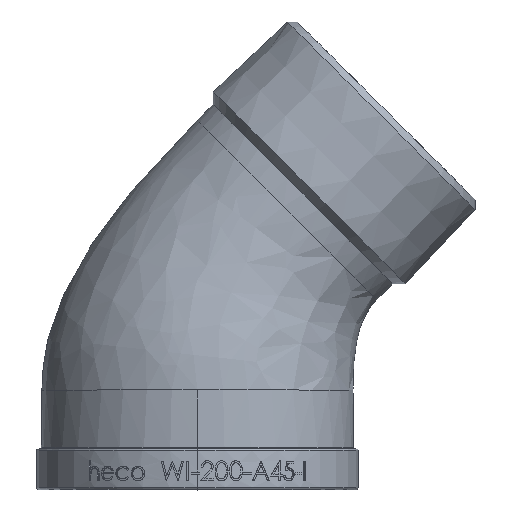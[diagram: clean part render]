
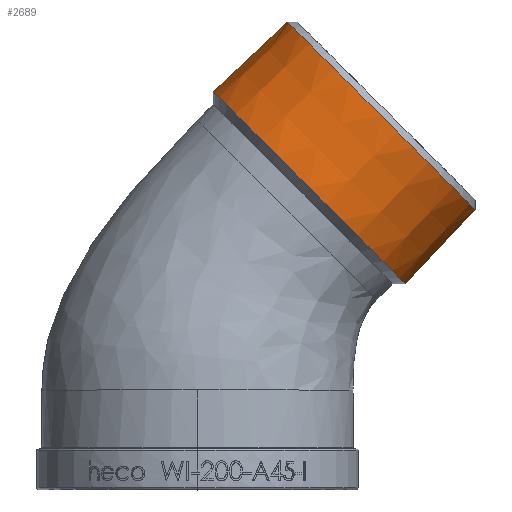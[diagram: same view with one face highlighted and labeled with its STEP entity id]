
A CAD part, top view. The second image highlights one B-rep face of the part: STEP entity #2689.
In plain terms, the highlighted conical face has half-angle 1.79 degrees and reference radius 29.807 mm.
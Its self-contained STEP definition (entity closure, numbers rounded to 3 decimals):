
#137 = CARTESIAN_POINT ( 'NONE',  ( 51.553, 9.4, 0. ) ) ;
#294 = CARTESIAN_POINT ( 'NONE',  ( 24.749, 24.749, 0. ) ) ;
#306 = CARTESIAN_POINT ( 'NONE',  ( 46.004, 3.493, 0. ) ) ;
#314 = CONICAL_SURFACE ( 'NONE', #3866, 29.807, 0.031 ) ;
#532 = AXIS2_PLACEMENT_3D ( 'NONE', #11851, #18433, #1738 ) ;
#1433 = LINE ( 'NONE', #137, #11337 ) ;
#1738 = DIRECTION ( 'NONE',  ( 0.707, -0.707, 0. ) ) ;
#2689 = ADVANCED_FACE ( 'NONE', ( #13544 ), #314, .T. ) ;
#3866 = AXIS2_PLACEMENT_3D ( 'NONE', #13896, #8906, #3941 ) ;
#3941 = DIRECTION ( 'NONE',  ( 0.707, -0.707, 0. ) ) ;
#4503 = ORIENTED_EDGE ( 'NONE', *, *, #14799, .F. ) ;
#4789 = CARTESIAN_POINT ( 'NONE',  ( 19.88, 61.398, 0. ) ) ;
#5156 = EDGE_LOOP ( 'NONE', ( #10556, #7054, #4503, #16608 ) ) ;
#5562 = DIRECTION ( 'NONE',  ( -0.707, -0.707, 0. ) ) ;
#6671 = DIRECTION ( 'NONE',  ( -0.685, -0.729, 0. ) ) ;
#7054 = ORIENTED_EDGE ( 'NONE', *, *, #11325, .T. ) ;
#8174 = CIRCLE ( 'NONE', #532, 29.358 ) ;
#8906 = DIRECTION ( 'NONE',  ( -0.707, -0.707, 0. ) ) ;
#8964 = CARTESIAN_POINT ( 'NONE',  ( 3.493, 46.004, 0. ) ) ;
#9887 = VERTEX_POINT ( 'NONE', #14038 ) ;
#10556 = ORIENTED_EDGE ( 'NONE', *, *, #14676, .T. ) ;
#10616 = LINE ( 'NONE', #20652, #14752 ) ;
#10662 = VERTEX_POINT ( 'NONE', #8964 ) ;
#11325 = EDGE_CURVE ( 'NONE', #16278, #10662, #10616, .T. ) ;
#11337 = VECTOR ( 'NONE', #6671, 1000. ) ;
#11569 = CIRCLE ( 'NONE', #13864, 30.06 ) ;
#11851 = CARTESIAN_POINT ( 'NONE',  ( 40.639, 40.639, 0. ) ) ;
#13544 = FACE_OUTER_BOUND ( 'NONE', #5156, .T. ) ;
#13733 = EDGE_CURVE ( 'NONE', #9887, #21377, #1433, .T. ) ;
#13864 = AXIS2_PLACEMENT_3D ( 'NONE', #294, #5562, #18635 ) ;
#13896 = CARTESIAN_POINT ( 'NONE',  ( 30.476, 30.476, 0. ) ) ;
#14038 = CARTESIAN_POINT ( 'NONE',  ( 61.398, 19.88, 0. ) ) ;
#14676 = EDGE_CURVE ( 'NONE', #9887, #16278, #8174, .T. ) ;
#14752 = VECTOR ( 'NONE', #15737, 1000. ) ;
#14799 = EDGE_CURVE ( 'NONE', #21377, #10662, #11569, .T. ) ;
#15737 = DIRECTION ( 'NONE',  ( -0.729, -0.685, 0. ) ) ;
#16278 = VERTEX_POINT ( 'NONE', #4789 ) ;
#16608 = ORIENTED_EDGE ( 'NONE', *, *, #13733, .F. ) ;
#18433 = DIRECTION ( 'NONE',  ( -0.707, -0.707, 0. ) ) ;
#18635 = DIRECTION ( 'NONE',  ( 0.707, -0.707, 0. ) ) ;
#20652 = CARTESIAN_POINT ( 'NONE',  ( 9.4, 51.553, 0. ) ) ;
#21377 = VERTEX_POINT ( 'NONE', #306 ) ;
